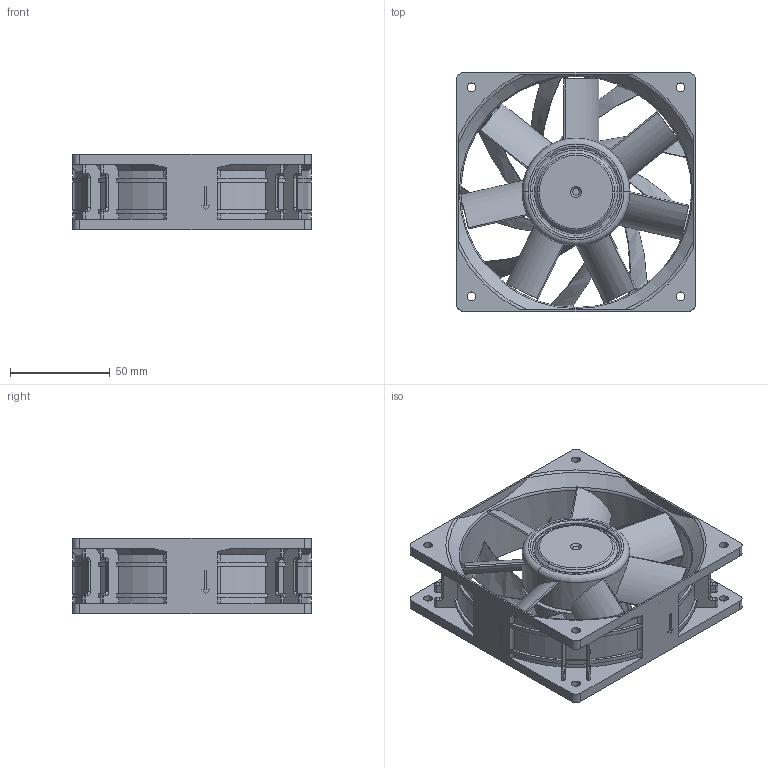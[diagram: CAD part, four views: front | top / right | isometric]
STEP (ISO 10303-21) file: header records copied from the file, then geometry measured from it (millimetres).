
FILE_DESCRIPTION (( 'STEP AP214' ), '1' );
FILE_NAME ('FAN120X120X38.STEP', '2019-08-19T15:40:33', ( '' ), ( '' ), 'SwSTEP 2.0', 'SolidWorks 2018', '' );
FILE_SCHEMA (( 'AUTOMOTIVE_DESIGN' ));
Length unit declared in the file: millimetre
Products named in the file (1): FAN120X120X38
Bounding box: 120 x 120 x 38 mm (x, y, z)
Volume: 151217.5 mm3; surface area: 81405.8 mm2
Topology: 1 solids, 1 shells, 523 faces, 1476 edges, 939 vertices
Faces by surface type: cylinder 257, plane 137, bspline 59, sphere 40, cone 18, torus 12
Entity records: 21267 total; most frequent: CARTESIAN_POINT 6782, ORIENTED_EDGE 2888, DIRECTION 2807, EDGE_CURVE 1444, AXIS2_PLACEMENT_3D 1105, VERTEX_POINT 923, CIRCLE 640, VECTOR 597
